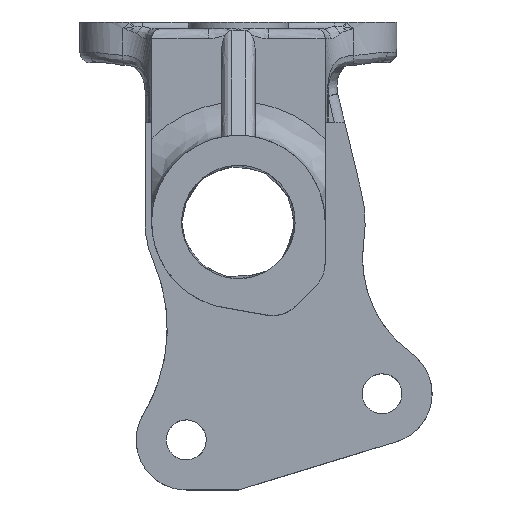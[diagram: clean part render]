
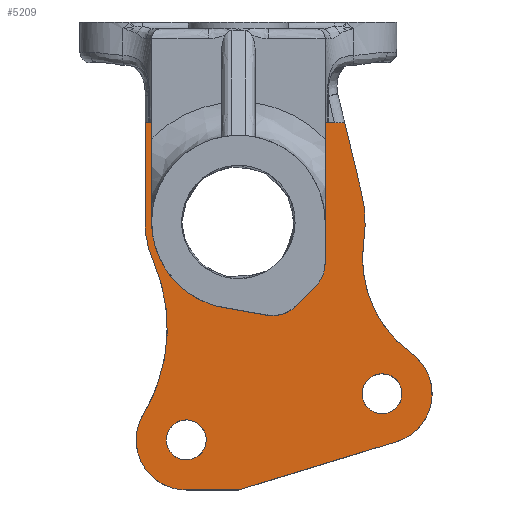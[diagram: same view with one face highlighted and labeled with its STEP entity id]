
A CAD part, top view. The second image highlights one B-rep face of the part: STEP entity #5209.
In plain terms, the highlighted free-form (B-spline) face has degree [1, 1] with [2, 2] control points.
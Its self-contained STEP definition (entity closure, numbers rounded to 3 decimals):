
#21 = EDGE_CURVE('',#22,#24,#26,.T.);
#22 = VERTEX_POINT('',#23);
#23 = CARTESIAN_POINT('',(0.,-123.223,
    -4.836));
#24 = VERTEX_POINT('',#25);
#25 = CARTESIAN_POINT('',(41.833,-110.459,
    -4.836));
#26 = B_SPLINE_CURVE_WITH_KNOTS('',1,(#27,#28),.UNSPECIFIED.,.F.,.F.,(2,
    2),(-40.78,8.964),.PIECEWISE_BEZIER_KNOTS.);
#27 = CARTESIAN_POINT('',(0.,-123.223,
    -4.836));
#28 = CARTESIAN_POINT('',(41.833,-110.459,
    -4.836));
#75 = VERTEX_POINT('',#76);
#76 = CARTESIAN_POINT('',(41.951,-110.421,
    -4.836));
#81 = EDGE_CURVE('',#24,#75,#82,.T.);
#82 = B_SPLINE_CURVE_WITH_KNOTS('',1,(#83,#84),.UNSPECIFIED.,.F.,.F.,(2,
    2),(46.873,47.013),.PIECEWISE_BEZIER_KNOTS.);
#83 = CARTESIAN_POINT('',(41.833,-110.459,
    -4.836));
#84 = CARTESIAN_POINT('',(41.951,-110.421,
    -4.836));
#128 = VERTEX_POINT('',#129);
#129 = CARTESIAN_POINT('',(32.59,-97.881,
    -4.836));
#147 = EDGE_CURVE('',#128,#128,#148,.T.);
#148 = ( BOUNDED_CURVE() B_SPLINE_CURVE(2,(#149,#150,#151,#152,#153,#154
,#155),.UNSPECIFIED.,.T.,.F.) B_SPLINE_CURVE_WITH_KNOTS((3,2,2,3),(
    3.142,5.236,7.33,9.425),
.PIECEWISE_BEZIER_KNOTS.) CURVE() GEOMETRIC_REPRESENTATION_ITEM() 
RATIONAL_B_SPLINE_CURVE((1.,0.5,1.,0.5,1.,0.5,1.)) REPRESENTATION_ITEM(
  '') );
#149 = CARTESIAN_POINT('',(32.59,-97.881,
    -4.836));
#150 = CARTESIAN_POINT('',(32.59,-88.743,
    -4.836));
#151 = CARTESIAN_POINT('',(40.503,-93.312,
    -4.836));
#152 = CARTESIAN_POINT('',(48.417,-97.881,
    -4.836));
#153 = CARTESIAN_POINT('',(40.503,-102.449,
    -4.836));
#154 = CARTESIAN_POINT('',(32.59,-107.018,
    -4.836));
#155 = CARTESIAN_POINT('',(32.59,-97.881,
    -4.836));
#180 = VERTEX_POINT('',#181);
#181 = CARTESIAN_POINT('',(-19.027,-110.035,
    -4.836));
#199 = EDGE_CURVE('',#180,#180,#200,.T.);
#200 = ( BOUNDED_CURVE() B_SPLINE_CURVE(2,(#201,#202,#203,#204,#205,#206
,#207),.UNSPECIFIED.,.T.,.F.) B_SPLINE_CURVE_WITH_KNOTS((3,2,2,3),(
    3.142,5.236,7.33,9.425),
.PIECEWISE_BEZIER_KNOTS.) CURVE() GEOMETRIC_REPRESENTATION_ITEM() 
RATIONAL_B_SPLINE_CURVE((1.,0.5,1.,0.5,1.,0.5,1.)) REPRESENTATION_ITEM(
  '') );
#201 = CARTESIAN_POINT('',(-19.027,-110.035,
    -4.836));
#202 = CARTESIAN_POINT('',(-19.027,-100.898,
    -4.836));
#203 = CARTESIAN_POINT('',(-11.114,-105.466,
    -4.836));
#204 = CARTESIAN_POINT('',(-3.201,-110.035,
    -4.836));
#205 = CARTESIAN_POINT('',(-11.114,-114.604,
    -4.836));
#206 = CARTESIAN_POINT('',(-19.027,-119.172,
    -4.836));
#207 = CARTESIAN_POINT('',(-19.027,-110.035,
    -4.836));
#1980 = VERTEX_POINT('',#1981);
#1981 = CARTESIAN_POINT('',(-14.947,-52.754,
    -4.836));
#1999 = EDGE_CURVE('',#1980,#1980,#2000,.T.);
#2000 = ( BOUNDED_CURVE() B_SPLINE_CURVE(2,(#2001,#2002,#2003,#2004,
#2005,#2006,#2007),.UNSPECIFIED.,.T.,.F.) B_SPLINE_CURVE_WITH_KNOTS((3,2
    ,2,3),(3.142,5.236,7.33,9.425),
.PIECEWISE_BEZIER_KNOTS.) CURVE() GEOMETRIC_REPRESENTATION_ITEM() 
RATIONAL_B_SPLINE_CURVE((1.,0.5,1.,0.5,1.,0.5,1.)) REPRESENTATION_ITEM(
  '') );
#2001 = CARTESIAN_POINT('',(-14.947,-52.754,
    -4.836));
#2002 = CARTESIAN_POINT('',(-14.947,-26.865,
    -4.836));
#2003 = CARTESIAN_POINT('',(7.473,-39.81,
    -4.836));
#2004 = CARTESIAN_POINT('',(29.894,-52.754,
    -4.836));
#2005 = CARTESIAN_POINT('',(7.473,-65.698,
    -4.836));
#2006 = CARTESIAN_POINT('',(-14.947,-78.643,
    -4.836));
#2007 = CARTESIAN_POINT('',(-14.947,-52.754,
    -4.836));
#3713 = VERTEX_POINT('',#3714);
#3714 = CARTESIAN_POINT('',(-24.619,-52.754,
    -4.836));
#3719 = EDGE_CURVE('',#3720,#3713,#3722,.T.);
#3720 = VERTEX_POINT('',#3721);
#3721 = CARTESIAN_POINT('',(-24.619,-26.377,
    -4.836));
#3722 = B_SPLINE_CURVE_WITH_KNOTS('',1,(#3723,#3724),.UNSPECIFIED.,.F.,
  .F.,(2,2),(18.,48.),.PIECEWISE_BEZIER_KNOTS.);
#3723 = CARTESIAN_POINT('',(-24.619,-26.377,
    -4.836));
#3724 = CARTESIAN_POINT('',(-24.619,-52.754,
    -4.836));
#3750 = VERTEX_POINT('',#3751);
#3751 = CARTESIAN_POINT('',(-22.507,-62.73,
    -4.836));
#3756 = EDGE_CURVE('',#3713,#3750,#3757,.T.);
#3757 = ( BOUNDED_CURVE() B_SPLINE_CURVE(2,(#3758,#3759,#3760),
.UNSPECIFIED.,.F.,.F.) B_SPLINE_CURVE_WITH_KNOTS((3,3),(3.142,
3.559),.PIECEWISE_BEZIER_KNOTS.) CURVE() 
GEOMETRIC_REPRESENTATION_ITEM() RATIONAL_B_SPLINE_CURVE((1.,
0.978,1.)) REPRESENTATION_ITEM('') );
#3758 = CARTESIAN_POINT('',(-24.619,-52.754,
    -4.836));
#3759 = CARTESIAN_POINT('',(-24.619,-57.966,
    -4.836));
#3760 = CARTESIAN_POINT('',(-22.507,-62.73,
    -4.836));
#3774 = EDGE_CURVE('',#3750,#3775,#3777,.T.);
#3775 = VERTEX_POINT('',#3776);
#3776 = CARTESIAN_POINT('',(-25.242,-103.561,
    -4.836));
#3777 = ( BOUNDED_CURVE() B_SPLINE_CURVE(2,(#3778,#3779,#3780),
.UNSPECIFIED.,.F.,.F.) B_SPLINE_CURVE_WITH_KNOTS((3,3),(2.124,
3.092),.PIECEWISE_BEZIER_KNOTS.) CURVE() 
GEOMETRIC_REPRESENTATION_ITEM() RATIONAL_B_SPLINE_CURVE((1.,
0.885,1.)) REPRESENTATION_ITEM('') );
#3778 = CARTESIAN_POINT('',(-22.507,-62.73,
    -4.836));
#3779 = CARTESIAN_POINT('',(-13.139,-83.865,
    -4.836));
#3780 = CARTESIAN_POINT('',(-25.242,-103.561,
    -4.836));
#3801 = VERTEX_POINT('',#3802);
#3802 = CARTESIAN_POINT('',(-13.752,-123.223,
    -4.836));
#3807 = EDGE_CURVE('',#3775,#3801,#3808,.T.);
#3808 = ( BOUNDED_CURVE() B_SPLINE_CURVE(2,(#3809,#3810,#3811),
.UNSPECIFIED.,.F.,.F.) B_SPLINE_CURVE_WITH_KNOTS((3,3),(2.628,
4.712),.PIECEWISE_BEZIER_KNOTS.) CURVE() 
GEOMETRIC_REPRESENTATION_ITEM() RATIONAL_B_SPLINE_CURVE((1.,
0.505,1.)) REPRESENTATION_ITEM('') );
#3809 = CARTESIAN_POINT('',(-25.242,-103.561,
    -4.836));
#3810 = CARTESIAN_POINT('',(-36.321,-123.223,
    -4.836));
#3811 = CARTESIAN_POINT('',(-13.752,-123.223,
    -4.836));
#3825 = EDGE_CURVE('',#3801,#22,#3826,.T.);
#3826 = B_SPLINE_CURVE_WITH_KNOTS('',1,(#3827,#3828),.UNSPECIFIED.,.F.,
  .F.,(2,2),(12.368,28.008),.PIECEWISE_BEZIER_KNOTS.);
#3827 = CARTESIAN_POINT('',(-13.752,-123.223,
    -4.836));
#3828 = CARTESIAN_POINT('',(0.,-123.223,
    -4.836));
#3842 = VERTEX_POINT('',#3843);
#3843 = CARTESIAN_POINT('',(45.553,-87.164,
    -4.836));
#3848 = EDGE_CURVE('',#75,#3842,#3849,.T.);
#3849 = ( BOUNDED_CURVE() B_SPLINE_CURVE(2,(#3850,#3851,#3852),
.UNSPECIFIED.,.F.,.F.) B_SPLINE_CURVE_WITH_KNOTS((3,3),(5.027,
7.232),.PIECEWISE_BEZIER_KNOTS.) CURVE() 
GEOMETRIC_REPRESENTATION_ITEM() RATIONAL_B_SPLINE_CURVE((1.,
0.452,1.)) REPRESENTATION_ITEM('') );
#3850 = CARTESIAN_POINT('',(41.951,-110.421,
    -4.836));
#3851 = CARTESIAN_POINT('',(66.723,-102.351,
    -4.836));
#3852 = CARTESIAN_POINT('',(45.553,-87.164,
    -4.836));
#3866 = EDGE_CURVE('',#3842,#3867,#3869,.T.);
#3867 = VERTEX_POINT('',#3868);
#3868 = CARTESIAN_POINT('',(33.05,-57.65,
    -4.836));
#3869 = ( BOUNDED_CURVE() B_SPLINE_CURVE(2,(#3870,#3871,#3872),
.UNSPECIFIED.,.F.,.F.) B_SPLINE_CURVE_WITH_KNOTS((3,3),(2.046,
3.142),.PIECEWISE_BEZIER_KNOTS.) CURVE() 
GEOMETRIC_REPRESENTATION_ITEM() RATIONAL_B_SPLINE_CURVE((1.,
0.854,1.)) REPRESENTATION_ITEM('') );
#3870 = CARTESIAN_POINT('',(45.553,-87.164,
    -4.836));
#3871 = CARTESIAN_POINT('',(30.299,-76.221,
    -4.836));
#3872 = CARTESIAN_POINT('',(33.05,-57.65,
    -4.836));
#3892 = VERTEX_POINT('',#3893);
#3893 = CARTESIAN_POINT('',(32.488,-44.954,
    -4.836));
#3898 = EDGE_CURVE('',#3867,#3892,#3899,.T.);
#3899 = ( BOUNDED_CURVE() B_SPLINE_CURVE(2,(#3900,#3901,#3902),
.UNSPECIFIED.,.F.,.F.) B_SPLINE_CURVE_WITH_KNOTS((3,3),(2.019,
2.402),.PIECEWISE_BEZIER_KNOTS.) CURVE() 
GEOMETRIC_REPRESENTATION_ITEM() RATIONAL_B_SPLINE_CURVE((1.,
0.982,1.)) REPRESENTATION_ITEM('') );
#3900 = CARTESIAN_POINT('',(33.05,-57.65,
    -4.836));
#3901 = CARTESIAN_POINT('',(33.999,-51.248,
    -4.836));
#3902 = CARTESIAN_POINT('',(32.488,-44.954,
    -4.836));
#3924 = VERTEX_POINT('',#3925);
#3925 = CARTESIAN_POINT('',(28.028,-26.377,
    -4.836));
#3930 = EDGE_CURVE('',#3892,#3924,#3931,.T.);
#3931 = B_SPLINE_CURVE_WITH_KNOTS('',1,(#3932,#3933),.UNSPECIFIED.,.F.,
  .F.,(2,2),(19.27,40.999),.PIECEWISE_BEZIER_KNOTS.);
#3932 = CARTESIAN_POINT('',(32.488,-44.954,
    -4.836));
#3933 = CARTESIAN_POINT('',(28.028,-26.377,
    -4.836));
#5209 = ADVANCED_FACE('',(#5210,#5228,#5231,#5234),#5237,.T.);
#5210 = FACE_BOUND('',#5211,.T.);
#5211 = EDGE_LOOP('',(#5212,#5213,#5214,#5215,#5216,#5217,#5218,#5223,
    #5224,#5225,#5226,#5227));
#5212 = ORIENTED_EDGE('',*,*,#21,.T.);
#5213 = ORIENTED_EDGE('',*,*,#81,.T.);
#5214 = ORIENTED_EDGE('',*,*,#3848,.T.);
#5215 = ORIENTED_EDGE('',*,*,#3866,.T.);
#5216 = ORIENTED_EDGE('',*,*,#3898,.T.);
#5217 = ORIENTED_EDGE('',*,*,#3930,.T.);
#5218 = ORIENTED_EDGE('',*,*,#5219,.T.);
#5219 = EDGE_CURVE('',#3924,#3720,#5220,.T.);
#5220 = B_SPLINE_CURVE_WITH_KNOTS('',1,(#5221,#5222),.UNSPECIFIED.,.F.,
  .F.,(2,2),(-39.021,20.856),.PIECEWISE_BEZIER_KNOTS.);
#5221 = CARTESIAN_POINT('',(28.028,-26.377,
    -4.836));
#5222 = CARTESIAN_POINT('',(-24.619,-26.377,
    -4.836));
#5223 = ORIENTED_EDGE('',*,*,#3719,.T.);
#5224 = ORIENTED_EDGE('',*,*,#3756,.T.);
#5225 = ORIENTED_EDGE('',*,*,#3774,.T.);
#5226 = ORIENTED_EDGE('',*,*,#3807,.T.);
#5227 = ORIENTED_EDGE('',*,*,#3825,.T.);
#5228 = FACE_BOUND('',#5229,.T.);
#5229 = EDGE_LOOP('',(#5230));
#5230 = ORIENTED_EDGE('',*,*,#147,.T.);
#5231 = FACE_BOUND('',#5232,.T.);
#5232 = EDGE_LOOP('',(#5233));
#5233 = ORIENTED_EDGE('',*,*,#199,.T.);
#5234 = FACE_BOUND('',#5235,.T.);
#5235 = EDGE_LOOP('',(#5236));
#5236 = ORIENTED_EDGE('',*,*,#1999,.T.);
#5237 = B_SPLINE_SURFACE_WITH_KNOTS('',1,1,(
    (#5238,#5239)
    ,(#5240,#5241
    )),.UNSPECIFIED.,.F.,.F.,.F.,(2,2),(2,2),(-44.354,
    44.354),(-64.074,46.074),
  .PIECEWISE_BEZIER_KNOTS.);
#5238 = CARTESIAN_POINT('',(-26.94,-123.223,
    -4.836));
#5239 = CARTESIAN_POINT('',(-26.94,-26.377,
    -4.836));
#5240 = CARTESIAN_POINT('',(51.054,-123.223,
    -4.836));
#5241 = CARTESIAN_POINT('',(51.054,-26.377,
    -4.836));
